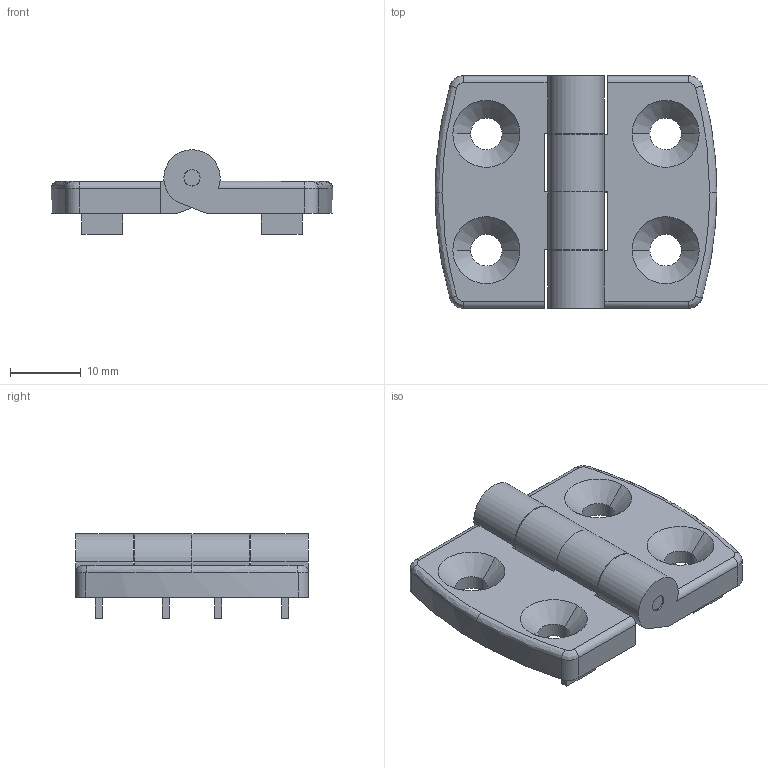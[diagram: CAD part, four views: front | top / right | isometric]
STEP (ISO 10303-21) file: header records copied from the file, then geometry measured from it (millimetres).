
FILE_DESCRIPTION (( 'STEP AP214' ), '1' );
FILE_NAME ('AL-351.0500A.01 Äâåðíàÿ ïåòëÿ àëþìèíèåâàÿ, 20 ñåðèÿ.STEP', '2025-08-22T10:31:37', ( '' ), ( '' ), 'SwSTEP 2.0', 'SolidWorks 2021', '' );
FILE_SCHEMA (( 'AUTOMOTIVE_DESIGN' ));
Length unit declared in the file: millimetre
Products named in the file (1): AL-351.0500A.01 Äâåðíàÿ ïåòëÿ àëþìèíèåâàÿ, 20 ñåðèÿ
Bounding box: 39.94 x 33 x 12 mm (x, y, z)
Surface area: 4657.9 mm2 (no closed solid volume)
Topology: 0 solids, 8 shells, 171 faces, 461 edges, 306 vertices
Faces by surface type: plane 90, cylinder 65, cone 8, bspline 8
Entity records: 5855 total; most frequent: CARTESIAN_POINT 1497, DIRECTION 911, ORIENTED_EDGE 862, EDGE_CURVE 461, AXIS2_PLACEMENT_3D 308, VERTEX_POINT 306, LINE 295, VECTOR 295
